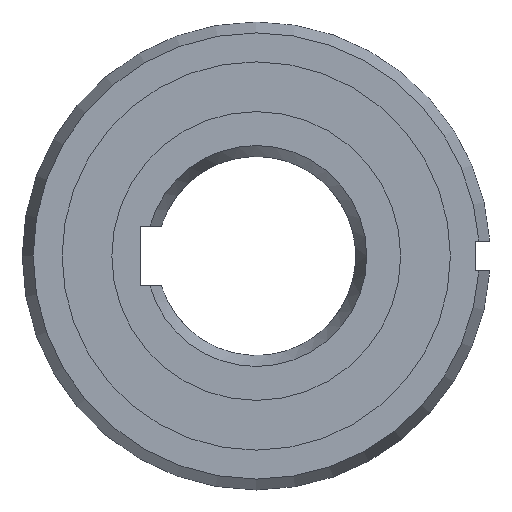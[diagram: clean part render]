
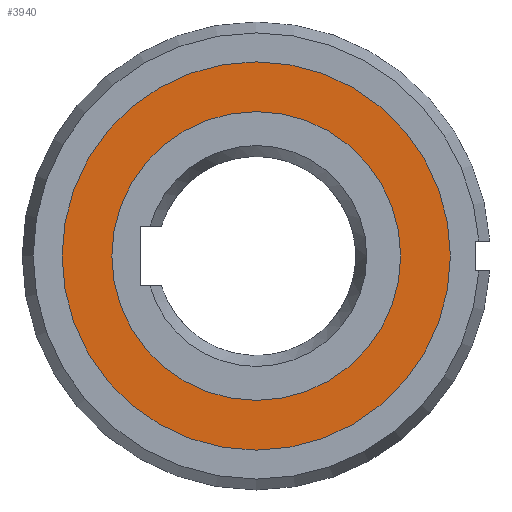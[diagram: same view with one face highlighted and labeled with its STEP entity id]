
A CAD part, left-side view. The second image highlights one B-rep face of the part: STEP entity #3940.
In plain terms, the highlighted planar face has unit normal (-1, 0, 0).
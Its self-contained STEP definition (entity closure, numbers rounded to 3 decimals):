
#3851=CARTESIAN_POINT('',(-0.2,0.,0.));
#3852=DIRECTION('',(1.,0.,0.));
#3853=DIRECTION('',(0.,-1.,0.));
#3854=AXIS2_PLACEMENT_3D('',#3851,#3852,#3853);
#3856=CARTESIAN_POINT('',(-0.2,0.,0.));
#3857=DIRECTION('',(1.,0.,0.));
#3858=DIRECTION('',(0.,1.,0.));
#3859=AXIS2_PLACEMENT_3D('',#3856,#3857,#3858);
#3861=CARTESIAN_POINT('',(-0.2,0.,0.));
#3862=DIRECTION('',(-1.,0.,0.));
#3863=DIRECTION('',(0.,1.,0.));
#3864=AXIS2_PLACEMENT_3D('',#3861,#3862,#3863);
#3866=CARTESIAN_POINT('',(-0.2,0.,0.));
#3867=DIRECTION('',(-1.,0.,0.));
#3868=DIRECTION('',(0.,-1.,0.));
#3869=AXIS2_PLACEMENT_3D('',#3866,#3867,#3868);
#3907=CARTESIAN_POINT('',(-0.2,-19.5,0.));
#3908=CARTESIAN_POINT('',(-0.2,19.5,0.));
#3909=VERTEX_POINT('',#3907);
#3910=VERTEX_POINT('',#3908);
#3911=CARTESIAN_POINT('',(-0.2,14.5,0.));
#3912=CARTESIAN_POINT('',(-0.2,-14.5,0.));
#3913=VERTEX_POINT('',#3911);
#3914=VERTEX_POINT('',#3912);
#3923=CARTESIAN_POINT('',(-0.2,0.,0.));
#3924=DIRECTION('',(1.,0.,0.));
#3925=DIRECTION('',(0.,-1.,0.));
#3926=AXIS2_PLACEMENT_3D('',#3923,#3924,#3925);
#3927=PLANE('',#3926);
#3929=ORIENTED_EDGE('',*,*,#3928,.T.);
#3931=ORIENTED_EDGE('',*,*,#3930,.T.);
#3932=EDGE_LOOP('',(#3929,#3931));
#3933=FACE_OUTER_BOUND('',#3932,.F.);
#3935=ORIENTED_EDGE('',*,*,#3934,.T.);
#3937=ORIENTED_EDGE('',*,*,#3936,.T.);
#3938=EDGE_LOOP('',(#3935,#3937));
#3939=FACE_BOUND('',#3938,.F.);
#3855=CIRCLE('',#3854,19.5);
#3860=CIRCLE('',#3859,19.5);
#3865=CIRCLE('',#3864,14.5);
#3870=CIRCLE('',#3869,14.5);
#3928=EDGE_CURVE('',#3909,#3910,#3855,.T.);
#3930=EDGE_CURVE('',#3910,#3909,#3860,.T.);
#3934=EDGE_CURVE('',#3913,#3914,#3865,.T.);
#3936=EDGE_CURVE('',#3914,#3913,#3870,.T.);
#3940=ADVANCED_FACE('',(#3933,#3939),#3927,.F.);
